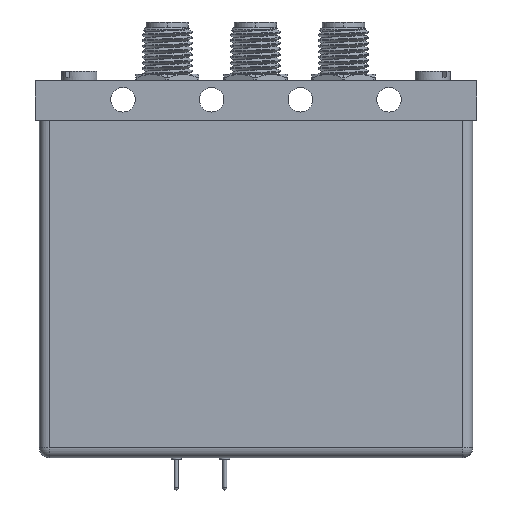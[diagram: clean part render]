
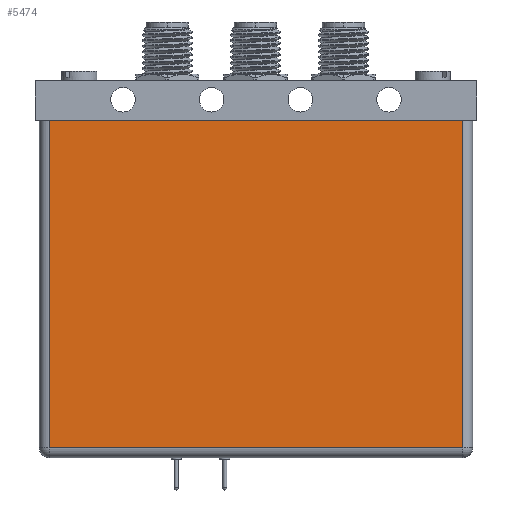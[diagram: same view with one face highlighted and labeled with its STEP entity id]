
A CAD part, front view. The second image highlights one B-rep face of the part: STEP entity #5474.
In plain terms, the highlighted planar face has unit normal (0, -1, 0).
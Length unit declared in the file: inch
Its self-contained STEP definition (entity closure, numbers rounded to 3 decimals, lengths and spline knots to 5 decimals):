
#150 = EDGE_CURVE ( 'NONE', #6264, #1466, #10759, .T. ) ;
#1363 = DIRECTION ( 'NONE',  ( 0., 0., -1. ) ) ;
#1466 = VERTEX_POINT ( 'NONE', #6655 ) ;
#1978 = LINE ( 'NONE', #6922, #11932 ) ;
#2072 = CARTESIAN_POINT ( 'NONE',  ( 1.02449, -0.25953, -1.72165 ) ) ;
#2091 = VECTOR ( 'NONE', #1363, 39.37008 ) ;
#2184 = CARTESIAN_POINT ( 'NONE',  ( -1.02449, -0.25953, -5.85251 ) ) ;
#2215 = CARTESIAN_POINT ( 'NONE',  ( 1.02449, -0.25953, -5.85251 ) ) ;
#2822 = EDGE_CURVE ( 'NONE', #9099, #4503, #5155, .T. ) ;
#3298 = DIRECTION ( 'NONE',  ( -1., 0., 0. ) ) ;
#3568 = AXIS2_PLACEMENT_3D ( 'NONE', #5494, #9306, #9373 ) ;
#3859 = DIRECTION ( 'NONE',  ( 1., 0., 0. ) ) ;
#4465 = ORIENTED_EDGE ( 'NONE', *, *, #8524, .T. ) ;
#4503 = VERTEX_POINT ( 'NONE', #9301 ) ;
#5155 = LINE ( 'NONE', #2215, #12258 ) ;
#5474 = ADVANCED_FACE ( 'NONE', ( #7372 ), #11193, .F. ) ;
#5494 = CARTESIAN_POINT ( 'NONE',  ( 1.07449, -0.25953, -5.85251 ) ) ;
#5688 = ORIENTED_EDGE ( 'NONE', *, *, #8726, .T. ) ;
#6076 = CARTESIAN_POINT ( 'NONE',  ( -1.02449, -0.25953, -0.09843 ) ) ;
#6163 = ORIENTED_EDGE ( 'NONE', *, *, #150, .T. ) ;
#6264 = VERTEX_POINT ( 'NONE', #6076 ) ;
#6655 = CARTESIAN_POINT ( 'NONE',  ( -1.02449, -0.25953, -1.72165 ) ) ;
#6922 = CARTESIAN_POINT ( 'NONE',  ( 1.07449, -0.25953, -1.72165 ) ) ;
#7206 = DIRECTION ( 'NONE',  ( 0., 0., 1. ) ) ;
#7372 = FACE_OUTER_BOUND ( 'NONE', #10722, .T. ) ;
#8045 = LINE ( 'NONE', #8290, #10938 ) ;
#8290 = CARTESIAN_POINT ( 'NONE',  ( 1.07449, -0.25953, -0.09843 ) ) ;
#8524 = EDGE_CURVE ( 'NONE', #4503, #6264, #8045, .T. ) ;
#8726 = EDGE_CURVE ( 'NONE', #1466, #9099, #1978, .T. ) ;
#9099 = VERTEX_POINT ( 'NONE', #2072 ) ;
#9301 = CARTESIAN_POINT ( 'NONE',  ( 1.02449, -0.25953, -0.09843 ) ) ;
#9306 = DIRECTION ( 'NONE',  ( 0., 1., 0. ) ) ;
#9373 = DIRECTION ( 'NONE',  ( 1., 0., 0. ) ) ;
#9563 = ORIENTED_EDGE ( 'NONE', *, *, #2822, .T. ) ;
#10722 = EDGE_LOOP ( 'NONE', ( #4465, #6163, #5688, #9563 ) ) ;
#10759 = LINE ( 'NONE', #2184, #2091 ) ;
#10938 = VECTOR ( 'NONE', #3298, 39.37008 ) ;
#11193 = PLANE ( 'NONE',  #3568 ) ;
#11932 = VECTOR ( 'NONE', #3859, 39.37008 ) ;
#12258 = VECTOR ( 'NONE', #7206, 39.37008 ) ;
